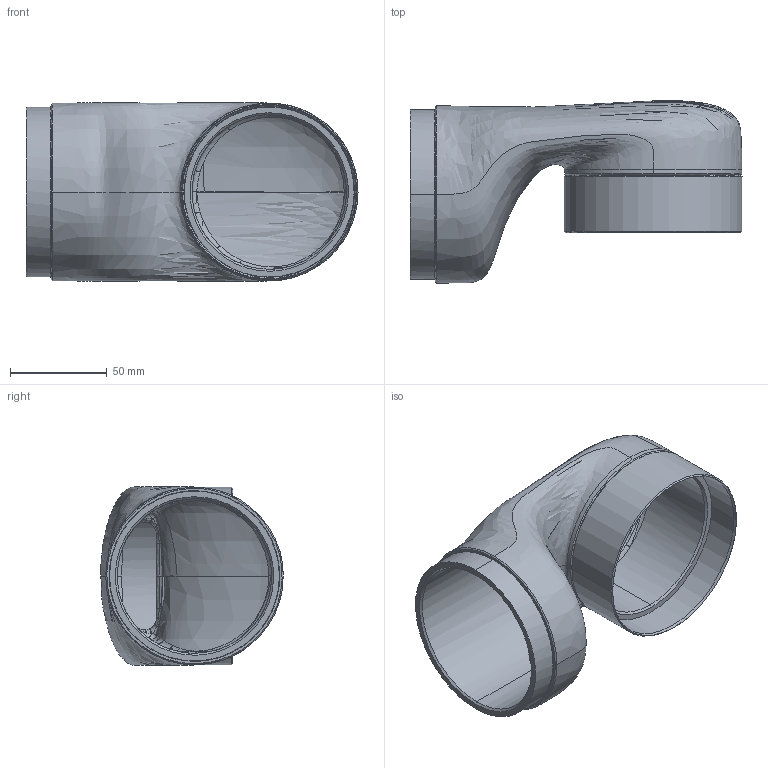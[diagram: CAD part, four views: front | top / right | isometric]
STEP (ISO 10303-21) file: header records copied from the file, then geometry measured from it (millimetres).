
FILE_DESCRIPTION (( 'STEP AP203' ), '1' );
FILE_NAME ('GEN3 SIMPLIFIED SHOULDER_1.step_Predeterminado_sldprt.STEP', '2023-06-27T08:52:28', ( '' ), ( '' ), 'SwSTEP 2.0', 'SolidWorks 2022', '' );
FILE_SCHEMA (( 'CONFIG_CONTROL_DESIGN' ));
Length unit declared in the file: millimetre
Products named in the file (1): GEN3 SIMPLIFIED SHOULDER_1.step_Predeterminado_sldprt
Bounding box: 172 x 94.56 x 92.72 mm (x, y, z)
Surface area: 94390.2 mm2 (no closed solid volume)
Topology: 0 solids, 2 shells, 131 faces, 398 edges, 271 vertices
Faces by surface type: bspline 67, cylinder 22, cone 21, plane 13, torus 6, sphere 2
Entity records: 11003 total; most frequent: CARTESIAN_POINT 8273, ORIENTED_EDGE 771, EDGE_CURVE 396, B_SPLINE_CURVE_WITH_KNOTS 281, VERTEX_POINT 271, DIRECTION 232, EDGE_LOOP 139, FACE_OUTER_BOUND 131
